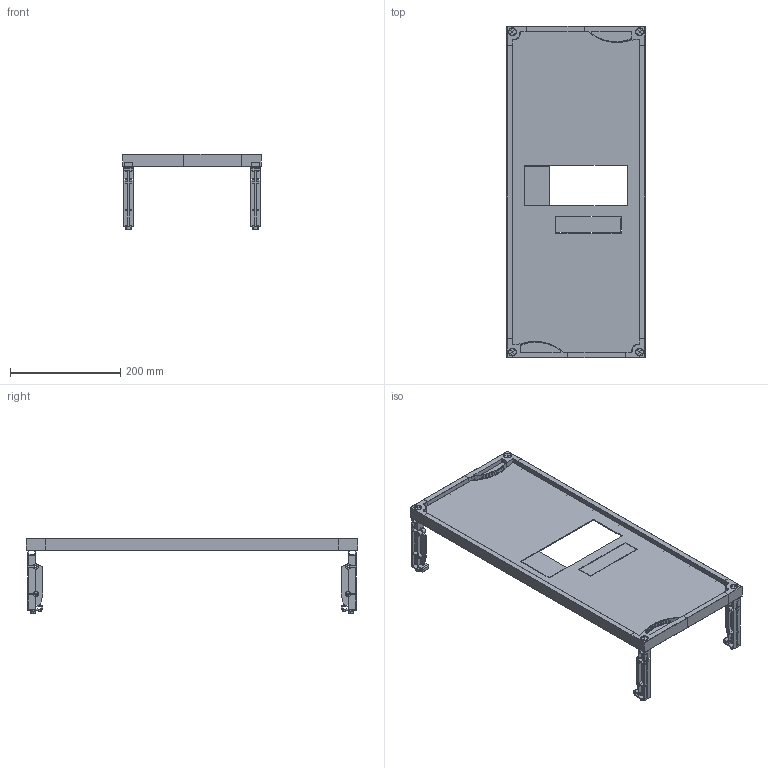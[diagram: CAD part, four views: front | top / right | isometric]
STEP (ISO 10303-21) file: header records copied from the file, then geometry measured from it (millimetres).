
FILE_DESCRIPTION(('STEP AP214'),'1');
FILE_NAME('cctmp_C5FE0E2D-F5B1-46E9-B18D-5A16DDCF2E53_2024_05_06_10_58_32_0419..stp','2024-05-06T08:58:33',('SIEMENS A&D'),('CADClick - www.CADClick.com'),'Spatial InterOp 3D',' ','unknown authorization');
FILE_SCHEMA(('AUTOMOTIVE_DESIGN'));
Length unit declared in the file: millimetre
Products named in the file (1): 2024_05_06_10_58_32_0388
Bounding box: 250 x 600 x 137.23 mm (x, y, z)
Volume: 731238.1 mm3; surface area: 445240 mm2
Topology: 1 solids, 1 shells, 1370 faces, 3926 edges, 2572 vertices
Faces by surface type: plane 962, cylinder 364, torus 36, cone 8
Entity records: 56894 total; most frequent: CARTESIAN_POINT 9293, ORIENTED_EDGE 7852, DIRECTION 7440, EDGE_CURVE 3926, LINE 2954, VECTOR 2954, VERTEX_POINT 2572, AXIS2_PLACEMENT_3D 2243
